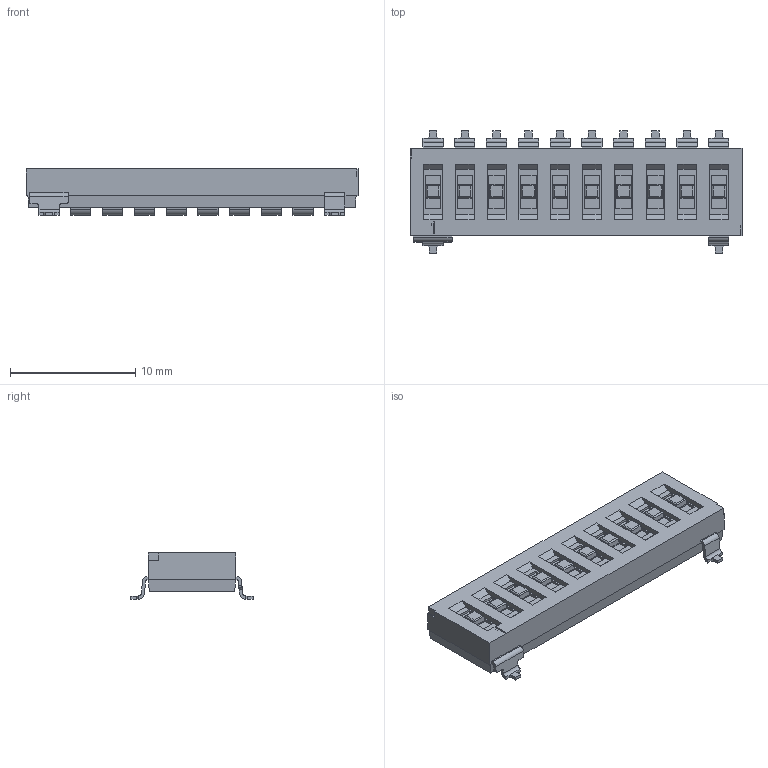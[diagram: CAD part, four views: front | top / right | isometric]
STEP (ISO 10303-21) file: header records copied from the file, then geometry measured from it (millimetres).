
FILE_DESCRIPTION((''),'2;1');
FILE_NAME('C-1-2319747-0','2021-08-13T05:02:12',('workeradm'),('TE Connectivity Ltd.'),'CREO PARAMETRIC BY PTC INC, 2021072','CREO PARAMETRIC BY PTC INC, 2021072','');
FILE_SCHEMA(('AUTOMOTIVE_DESIGN { 1 0 10303 214 1 1 1 1 }'));
Length unit declared in the file: millimetre
Products named in the file (1): C-1-2319747-0
Bounding box: 26.56 x 9.8 x 3.7 mm (x, y, z)
Volume: 559 mm3; surface area: 755.7 mm2
Topology: 1 solids, 1 shells, 492 faces, 1221 edges, 762 vertices
Faces by surface type: plane 400, cylinder 92
Entity records: 14917 total; most frequent: CARTESIAN_POINT 3141, ORIENTED_EDGE 2442, DIRECTION 2253, EDGE_CURVE 1221, VECTOR 1077, LINE 1077, VERTEX_POINT 762, AXIS2_PLACEMENT_3D 588
